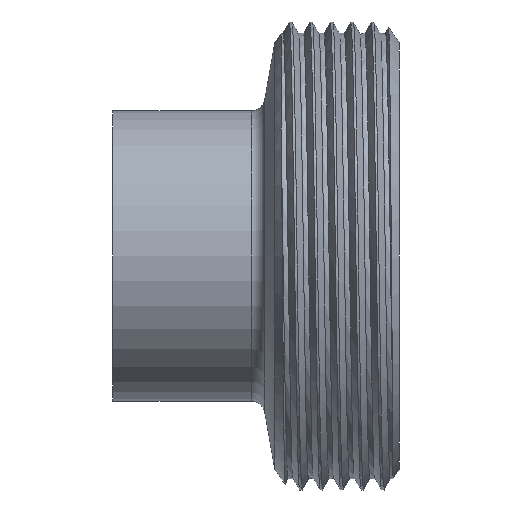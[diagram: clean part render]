
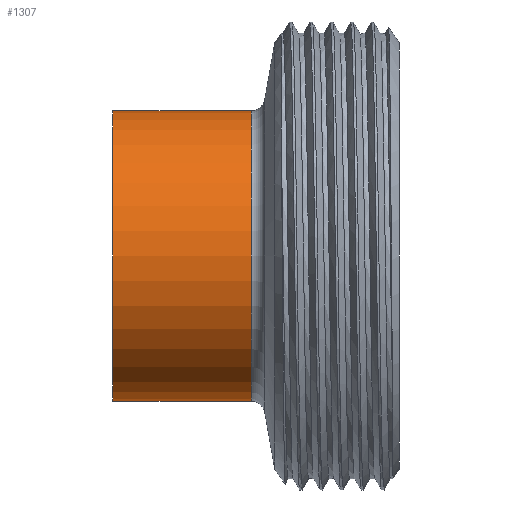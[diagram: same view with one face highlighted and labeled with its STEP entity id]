
A CAD part, front view. The second image highlights one B-rep face of the part: STEP entity #1307.
In plain terms, the highlighted cylindrical face has radius 10.65 mm (diameter 21.3 mm), a partial arc.
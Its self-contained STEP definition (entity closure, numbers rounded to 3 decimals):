
#120 = VECTOR ( 'NONE', #2262, 1000. ) ;
#262 = CARTESIAN_POINT ( 'NONE',  ( -16.647, -3.346, -10.65 ) ) ;
#363 = CIRCLE ( 'NONE', #758, 10.65 ) ;
#372 = CARTESIAN_POINT ( 'NONE',  ( 2.337, -3.346, -10.65 ) ) ;
#490 = DIRECTION ( 'NONE',  ( 0., 0., 1. ) ) ;
#652 = EDGE_CURVE ( 'NONE', #787, #3499, #363, .T. ) ;
#758 = AXIS2_PLACEMENT_3D ( 'NONE', #796, #2052, #3305 ) ;
#787 = VERTEX_POINT ( 'NONE', #1690 ) ;
#796 = CARTESIAN_POINT ( 'NONE',  ( -7.824, -3.346, 0. ) ) ;
#942 = ORIENTED_EDGE ( 'NONE', *, *, #652, .F. ) ;
#987 = EDGE_LOOP ( 'NONE', ( #3132, #1032, #3265, #942 ) ) ;
#1032 = ORIENTED_EDGE ( 'NONE', *, *, #2107, .T. ) ;
#1137 = CYLINDRICAL_SURFACE ( 'NONE', #2999, 10.65 ) ;
#1202 = CARTESIAN_POINT ( 'NONE',  ( -16.647, -3.346, 0. ) ) ;
#1307 = ADVANCED_FACE ( 'NONE', ( #3898 ), #1137, .T. ) ;
#1360 = DIRECTION ( 'NONE',  ( 0., 0., 1. ) ) ;
#1434 = AXIS2_PLACEMENT_3D ( 'NONE', #1560, #2194, #1360 ) ;
#1541 = EDGE_CURVE ( 'NONE', #3306, #787, #2098, .T. ) ;
#1560 = CARTESIAN_POINT ( 'NONE',  ( 2.337, -3.346, 0. ) ) ;
#1690 = CARTESIAN_POINT ( 'NONE',  ( -7.824, -3.346, -10.65 ) ) ;
#1727 = DIRECTION ( 'NONE',  ( -1., 0., 0. ) ) ;
#1820 = VECTOR ( 'NONE', #3925, 1000. ) ;
#2052 = DIRECTION ( 'NONE',  ( -1., 0., 0. ) ) ;
#2098 = LINE ( 'NONE', #262, #1820 ) ;
#2107 = EDGE_CURVE ( 'NONE', #3306, #2992, #3773, .T. ) ;
#2122 = CARTESIAN_POINT ( 'NONE',  ( -7.824, -3.346, 10.65 ) ) ;
#2194 = DIRECTION ( 'NONE',  ( -1., 0., 0. ) ) ;
#2199 = CARTESIAN_POINT ( 'NONE',  ( -16.647, -3.346, 10.65 ) ) ;
#2262 = DIRECTION ( 'NONE',  ( -1., 0., 0. ) ) ;
#2992 = VERTEX_POINT ( 'NONE', #4036 ) ;
#2999 = AXIS2_PLACEMENT_3D ( 'NONE', #1202, #1727, #490 ) ;
#3132 = ORIENTED_EDGE ( 'NONE', *, *, #1541, .F. ) ;
#3211 = LINE ( 'NONE', #2199, #120 ) ;
#3252 = EDGE_CURVE ( 'NONE', #2992, #3499, #3211, .T. ) ;
#3265 = ORIENTED_EDGE ( 'NONE', *, *, #3252, .T. ) ;
#3305 = DIRECTION ( 'NONE',  ( 0., 0., 1. ) ) ;
#3306 = VERTEX_POINT ( 'NONE', #372 ) ;
#3499 = VERTEX_POINT ( 'NONE', #2122 ) ;
#3773 = CIRCLE ( 'NONE', #1434, 10.65 ) ;
#3898 = FACE_OUTER_BOUND ( 'NONE', #987, .T. ) ;
#3925 = DIRECTION ( 'NONE',  ( -1., 0., 0. ) ) ;
#4036 = CARTESIAN_POINT ( 'NONE',  ( 2.337, -3.346, 10.65 ) ) ;
